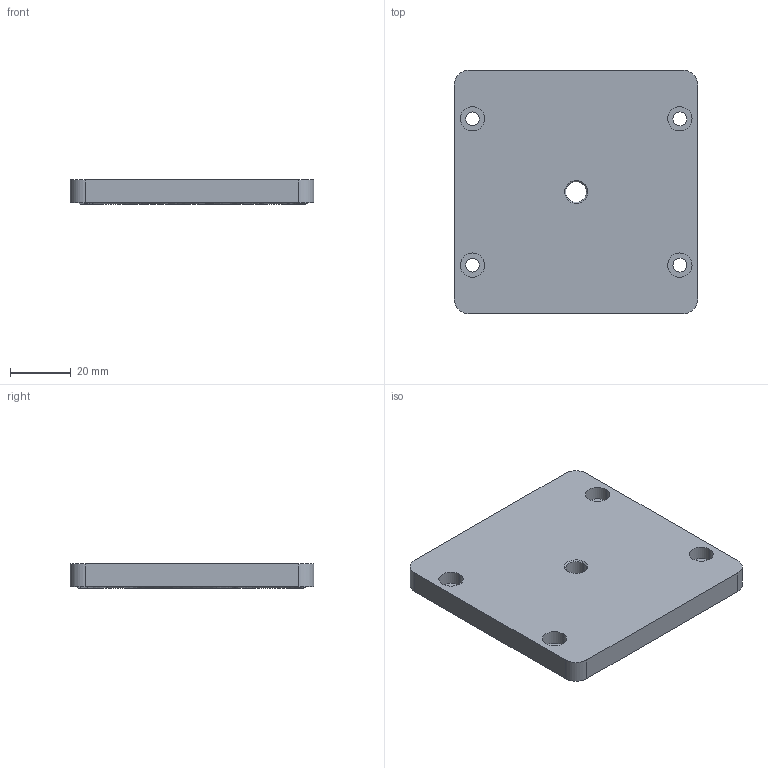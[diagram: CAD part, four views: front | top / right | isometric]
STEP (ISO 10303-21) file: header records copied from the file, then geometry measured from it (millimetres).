
FILE_DESCRIPTION (( 'STEP AP203' ), '1' );
FILE_NAME ('CSC2-CP-A.STEP', '2025-11-06T06:34:15', ( '' ), ( '' ), 'SwSTEP 2.0', 'SolidWorks 2020', '' );
FILE_SCHEMA (( 'CONFIG_CONTROL_DESIGN' ));
Length unit declared in the file: millimetre
Products named in the file (1): CSC2-CP-A
Bounding box: 79.9 x 80 x 7.9 mm (x, y, z)
Volume: 46258.4 mm3; surface area: 17633.5 mm2
Topology: 2 solids, 2 shells, 326 faces, 885 edges, 588 vertices
Faces by surface type: plane 220, bspline 78, cylinder 26, cone 2
Entity records: 14082 total; most frequent: CARTESIAN_POINT 6214, ORIENTED_EDGE 1770, DIRECTION 1297, EDGE_CURVE 885, LINE 675, VECTOR 675, VERTEX_POINT 588, EDGE_LOOP 363
